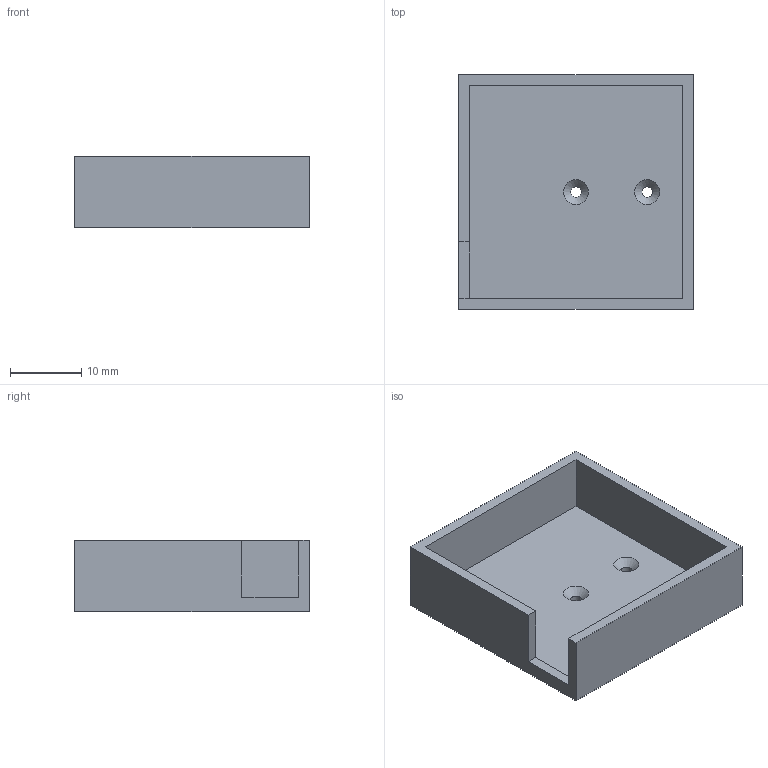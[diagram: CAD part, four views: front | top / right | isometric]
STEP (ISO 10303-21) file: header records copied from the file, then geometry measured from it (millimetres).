
FILE_DESCRIPTION(('FreeCAD Model'),'2;1');
FILE_NAME('Open CASCADE Shape Model','2024-03-30T12:48:34',('Author'),( ''),'Open CASCADE STEP processor 7.6','FreeCAD','Unknown');
FILE_SCHEMA(('AUTOMOTIVE_DESIGN { 1 0 10303 214 1 1 1 1 }'));
Length unit declared in the file: millimetre
Products named in the file (1): Body
Bounding box: 33 x 33 x 10 mm (x, y, z)
Volume: 3580.1 mm3; surface area: 4362.9 mm2
Topology: 1 solids, 1 shells, 18 faces, 44 edges, 28 vertices
Faces by surface type: plane 14, cone 2, cylinder 2
Full cylindrical faces by diameter (mm): 1.5 x2
Entity records: 552 total; most frequent: CARTESIAN_POINT 91, DIRECTION 88, ORIENTED_EDGE 88, EDGE_CURVE 44, LINE 38, VECTOR 38, VERTEX_POINT 28, AXIS2_PLACEMENT_3D 25
